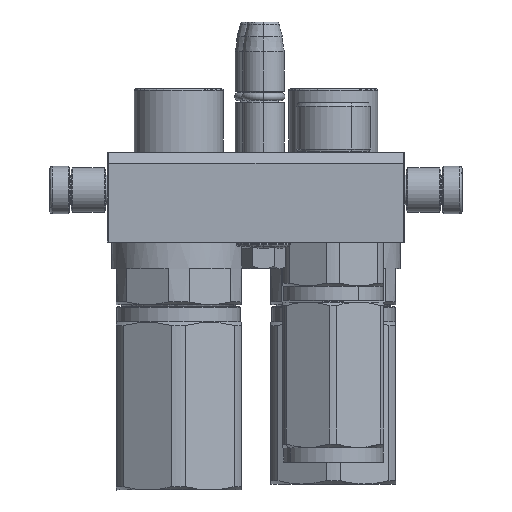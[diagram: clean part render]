
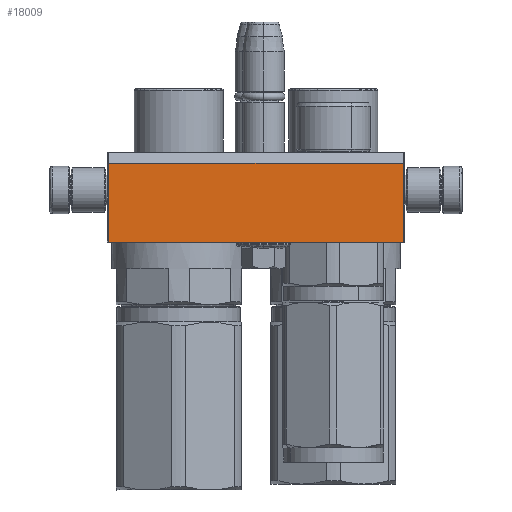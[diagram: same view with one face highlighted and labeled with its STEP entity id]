
A CAD part, left-side view. The second image highlights one B-rep face of the part: STEP entity #18009.
In plain terms, the highlighted face is planar.
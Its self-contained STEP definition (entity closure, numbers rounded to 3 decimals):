
#1515 = CARTESIAN_POINT ( 'NONE',  ( 49.5, 11.536, 56. ) ) ;
#3070 = ORIENTED_EDGE ( 'NONE', *, *, #7012, .T. ) ;
#6276 = DIRECTION ( 'NONE',  ( 1., 0., 0. ) ) ;
#7012 = EDGE_CURVE ( 'NONE', #17570, #63646, #64224, .T. ) ;
#7031 = VERTEX_POINT ( 'NONE', #66687 ) ;
#7160 = ORIENTED_EDGE ( 'NONE', *, *, #56174, .T. ) ;
#8115 = EDGE_LOOP ( 'NONE', ( #3070, #7160, #17996, #23266 ) ) ;
#11540 = DIRECTION ( 'NONE',  ( 0., 1., 0. ) ) ;
#11966 = PLANE ( 'NONE',  #53973 ) ;
#12366 = EDGE_CURVE ( 'NONE', #7031, #32605, #58036, .T. ) ;
#17570 = VERTEX_POINT ( 'NONE', #38088 ) ;
#17895 = CARTESIAN_POINT ( 'NONE',  ( -50., -15., 56. ) ) ;
#17996 = ORIENTED_EDGE ( 'NONE', *, *, #12366, .F. ) ;
#18009 = ADVANCED_FACE ( 'NONE', ( #32669 ), #11966, .T. ) ;
#22448 = DIRECTION ( 'NONE',  ( 1., 0., 0. ) ) ;
#23266 = ORIENTED_EDGE ( 'NONE', *, *, #32961, .F. ) ;
#23861 = VECTOR ( 'NONE', #22448, 1000. ) ;
#25411 = DIRECTION ( 'NONE',  ( 1., 0., 0. ) ) ;
#28088 = CARTESIAN_POINT ( 'NONE',  ( 49.5, -15., 56. ) ) ;
#32605 = VERTEX_POINT ( 'NONE', #1515 ) ;
#32669 = FACE_OUTER_BOUND ( 'NONE', #8115, .T. ) ;
#32961 = EDGE_CURVE ( 'NONE', #17570, #7031, #47564, .T. ) ;
#35174 = VECTOR ( 'NONE', #52579, 1000. ) ;
#35956 = DIRECTION ( 'NONE',  ( 0., 0., 1. ) ) ;
#38088 = CARTESIAN_POINT ( 'NONE',  ( -49.5, -15., 56. ) ) ;
#45713 = VECTOR ( 'NONE', #11540, 1000. ) ;
#47564 = LINE ( 'NONE', #63896, #45713 ) ;
#52579 = DIRECTION ( 'NONE',  ( 0., 1., 0. ) ) ;
#53143 = VECTOR ( 'NONE', #25411, 1000. ) ;
#53973 = AXIS2_PLACEMENT_3D ( 'NONE', #17895, #35956, #6276 ) ;
#55271 = CARTESIAN_POINT ( 'NONE',  ( 49.5, -15., 56. ) ) ;
#56174 = EDGE_CURVE ( 'NONE', #63646, #32605, #70264, .T. ) ;
#58036 = LINE ( 'NONE', #62397, #23861 ) ;
#62397 = CARTESIAN_POINT ( 'NONE',  ( -49.5, 11.536, 56. ) ) ;
#63646 = VERTEX_POINT ( 'NONE', #55271 ) ;
#63896 = CARTESIAN_POINT ( 'NONE',  ( -49.5, -15., 56. ) ) ;
#64224 = LINE ( 'NONE', #73410, #53143 ) ;
#66687 = CARTESIAN_POINT ( 'NONE',  ( -49.5, 11.536, 56. ) ) ;
#70264 = LINE ( 'NONE', #28088, #35174 ) ;
#73410 = CARTESIAN_POINT ( 'NONE',  ( -49.5, -15., 56. ) ) ;
